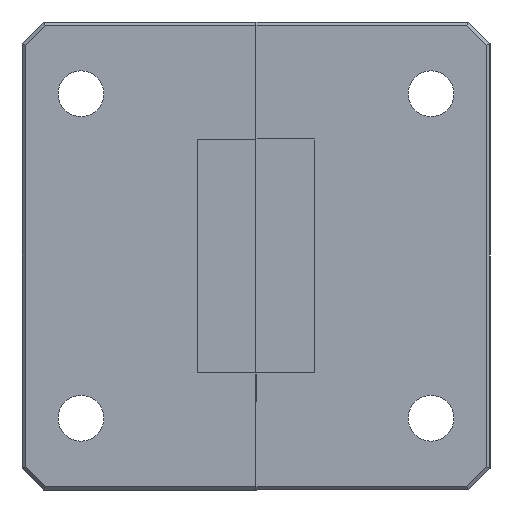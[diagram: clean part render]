
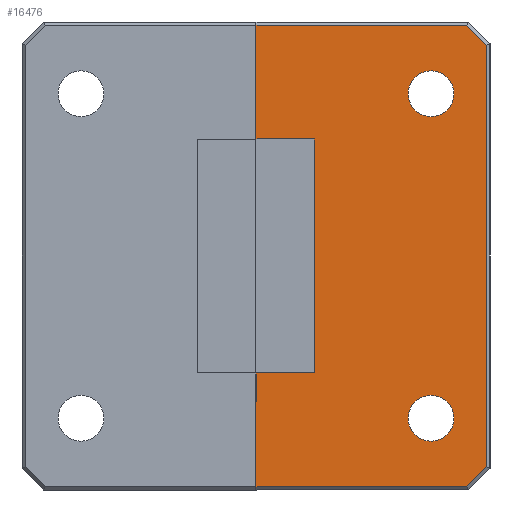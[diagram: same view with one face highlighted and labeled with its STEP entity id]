
A CAD part, left-side view. The second image highlights one B-rep face of the part: STEP entity #16476.
In plain terms, the highlighted planar face has unit normal (-1, 0, 0).
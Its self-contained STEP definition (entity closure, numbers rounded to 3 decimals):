
#137 = VERTEX_POINT ( 'NONE', #24072 ) ;
#252 = VECTOR ( 'NONE', #7307, 1000. ) ;
#402 = ORIENTED_EDGE ( 'NONE', *, *, #2670, .F. ) ;
#798 = FACE_BOUND ( 'NONE', #2795, .T. ) ;
#827 = ORIENTED_EDGE ( 'NONE', *, *, #19492, .T. ) ;
#1059 = DIRECTION ( 'NONE',  ( 0., 0., 1. ) ) ;
#1072 = CARTESIAN_POINT ( 'NONE',  ( -63.5, 0.254, 17.167 ) ) ;
#1122 = CIRCLE ( 'NONE', #22579, 1.867 ) ;
#1305 = LINE ( 'NONE', #12587, #16088 ) ;
#1522 = ORIENTED_EDGE ( 'NONE', *, *, #20534, .F. ) ;
#1683 = VERTEX_POINT ( 'NONE', #10700 ) ;
#2636 = AXIS2_PLACEMENT_3D ( 'NONE', #16806, #16716, #25641 ) ;
#2670 = EDGE_CURVE ( 'NONE', #12561, #16545, #19756, .T. ) ;
#2795 = EDGE_LOOP ( 'NONE', ( #9128, #402 ) ) ;
#3029 = CARTESIAN_POINT ( 'NONE',  ( -63.5, 4.801, 13.208 ) ) ;
#3277 = ORIENTED_EDGE ( 'NONE', *, *, #23430, .T. ) ;
#3406 = VERTEX_POINT ( 'NONE', #18594 ) ;
#3421 = EDGE_CURVE ( 'NONE', #9106, #3889, #6617, .T. ) ;
#3438 = VERTEX_POINT ( 'NONE', #27084 ) ;
#3655 = LINE ( 'NONE', #18465, #20133 ) ;
#3873 = CARTESIAN_POINT ( 'NONE',  ( -63.5, 1.958, 18.87 ) ) ;
#3889 = VERTEX_POINT ( 'NONE', #18288 ) ;
#3944 = ORIENTED_EDGE ( 'NONE', *, *, #5669, .T. ) ;
#4080 = ORIENTED_EDGE ( 'NONE', *, *, #17901, .F. ) ;
#4252 = DIRECTION ( 'NONE',  ( -1., 0., 0. ) ) ;
#4330 = CARTESIAN_POINT ( 'NONE',  ( -63.5, 19.05, 19.05 ) ) ;
#5209 = CARTESIAN_POINT ( 'NONE',  ( -63.5, 19.05, -18.796 ) ) ;
#5365 = AXIS2_PLACEMENT_3D ( 'NONE', #24674, #19986, #7361 ) ;
#5669 = EDGE_CURVE ( 'NONE', #22047, #21481, #3655, .T. ) ;
#5692 = AXIS2_PLACEMENT_3D ( 'NONE', #12957, #4252, #15124 ) ;
#5713 = CARTESIAN_POINT ( 'NONE',  ( -63.5, 4.801, 11.341 ) ) ;
#5810 = DIRECTION ( 'NONE',  ( 0., 0., 1. ) ) ;
#6013 = DIRECTION ( 'NONE',  ( 0., 0.707, 0.707 ) ) ;
#6095 = CARTESIAN_POINT ( 'NONE',  ( -63.5, 14.288, -9.525 ) ) ;
#6235 = CARTESIAN_POINT ( 'NONE',  ( -63.5, 19.05, -9.525 ) ) ;
#6315 = ORIENTED_EDGE ( 'NONE', *, *, #3421, .F. ) ;
#6617 = LINE ( 'NONE', #23113, #13325 ) ;
#7307 = DIRECTION ( 'NONE',  ( 0., 1., 0. ) ) ;
#7361 = DIRECTION ( 'NONE',  ( 0., 0., 1. ) ) ;
#7724 = LINE ( 'NONE', #6235, #24566 ) ;
#8483 = EDGE_LOOP ( 'NONE', ( #9178, #26597 ) ) ;
#8486 = DIRECTION ( 'NONE',  ( 0., -1., 0. ) ) ;
#8742 = DIRECTION ( 'NONE',  ( 0., 0., 1. ) ) ;
#9106 = VERTEX_POINT ( 'NONE', #6095 ) ;
#9128 = ORIENTED_EDGE ( 'NONE', *, *, #25644, .F. ) ;
#9178 = ORIENTED_EDGE ( 'NONE', *, *, #16638, .F. ) ;
#9565 = CARTESIAN_POINT ( 'NONE',  ( -63.5, 0.254, -17.167 ) ) ;
#10043 = DIRECTION ( 'NONE',  ( 0., 1., 0. ) ) ;
#10168 = LINE ( 'NONE', #11269, #12517 ) ;
#10217 = VECTOR ( 'NONE', #6013, 1000. ) ;
#10700 = CARTESIAN_POINT ( 'NONE',  ( -63.5, 19.05, -9.525 ) ) ;
#11269 = CARTESIAN_POINT ( 'NONE',  ( -63.5, 19.05, 19.05 ) ) ;
#11371 = EDGE_CURVE ( 'NONE', #1683, #9106, #7724, .T. ) ;
#11831 = CARTESIAN_POINT ( 'NONE',  ( -63.5, 0.18, -17.092 ) ) ;
#12278 = CIRCLE ( 'NONE', #2636, 1.867 ) ;
#12517 = VECTOR ( 'NONE', #13333, 1000. ) ;
#12561 = VERTEX_POINT ( 'NONE', #15685 ) ;
#12587 = CARTESIAN_POINT ( 'NONE',  ( -63.5, 19.05, -18.796 ) ) ;
#12957 = CARTESIAN_POINT ( 'NONE',  ( -63.5, 4.801, -13.208 ) ) ;
#13236 = LINE ( 'NONE', #3873, #10217 ) ;
#13325 = VECTOR ( 'NONE', #5810, 1000. ) ;
#13333 = DIRECTION ( 'NONE',  ( 0., 0., 1. ) ) ;
#14214 = FACE_OUTER_BOUND ( 'NONE', #22597, .T. ) ;
#14315 = EDGE_CURVE ( 'NONE', #18792, #137, #25471, .T. ) ;
#15124 = DIRECTION ( 'NONE',  ( 0., 0., 1. ) ) ;
#15330 = CARTESIAN_POINT ( 'NONE',  ( -63.5, 4.801, -11.341 ) ) ;
#15610 = CARTESIAN_POINT ( 'NONE',  ( -63.5, 19.05, 19.05 ) ) ;
#15632 = EDGE_CURVE ( 'NONE', #21481, #18792, #13236, .T. ) ;
#15685 = CARTESIAN_POINT ( 'NONE',  ( -63.5, 4.801, -15.075 ) ) ;
#16014 = ORIENTED_EDGE ( 'NONE', *, *, #14315, .T. ) ;
#16077 = DIRECTION ( 'NONE',  ( -1., 0., 0. ) ) ;
#16088 = VECTOR ( 'NONE', #17112, 1000. ) ;
#16273 = DIRECTION ( 'NONE',  ( 0., -0.707, 0.707 ) ) ;
#16476 = ADVANCED_FACE ( 'NONE', ( #25686, #14214, #798 ), #17508, .F. ) ;
#16545 = VERTEX_POINT ( 'NONE', #15330 ) ;
#16595 = EDGE_CURVE ( 'NONE', #18964, #1683, #10168, .T. ) ;
#16638 = EDGE_CURVE ( 'NONE', #3438, #20068, #1122, .T. ) ;
#16648 = CIRCLE ( 'NONE', #5692, 1.867 ) ;
#16716 = DIRECTION ( 'NONE',  ( -1., 0., 0. ) ) ;
#16806 = CARTESIAN_POINT ( 'NONE',  ( -63.5, 4.801, 13.208 ) ) ;
#16847 = ORIENTED_EDGE ( 'NONE', *, *, #16595, .F. ) ;
#16948 = LINE ( 'NONE', #11831, #22336 ) ;
#17112 = DIRECTION ( 'NONE',  ( 0., -1., 0. ) ) ;
#17508 = PLANE ( 'NONE',  #19723 ) ;
#17901 = EDGE_CURVE ( 'NONE', #27199, #137, #20245, .T. ) ;
#18240 = VECTOR ( 'NONE', #10043, 1000. ) ;
#18288 = CARTESIAN_POINT ( 'NONE',  ( -63.5, 14.288, 9.525 ) ) ;
#18465 = CARTESIAN_POINT ( 'NONE',  ( -63.5, 0.254, 17.272 ) ) ;
#18594 = CARTESIAN_POINT ( 'NONE',  ( -63.5, 1.883, -18.796 ) ) ;
#18792 = VERTEX_POINT ( 'NONE', #24043 ) ;
#18964 = VERTEX_POINT ( 'NONE', #5209 ) ;
#19492 = EDGE_CURVE ( 'NONE', #3406, #22047, #16948, .T. ) ;
#19681 = DIRECTION ( 'NONE',  ( 0., 0., -1. ) ) ;
#19723 = AXIS2_PLACEMENT_3D ( 'NONE', #15610, #26543, #19681 ) ;
#19756 = CIRCLE ( 'NONE', #5365, 1.867 ) ;
#19986 = DIRECTION ( 'NONE',  ( -1., 0., 0. ) ) ;
#20068 = VERTEX_POINT ( 'NONE', #5713 ) ;
#20133 = VECTOR ( 'NONE', #25061, 1000. ) ;
#20245 = LINE ( 'NONE', #4330, #21266 ) ;
#20534 = EDGE_CURVE ( 'NONE', #3889, #27199, #26997, .T. ) ;
#21176 = CARTESIAN_POINT ( 'NONE',  ( -63.5, 19.05, 9.525 ) ) ;
#21266 = VECTOR ( 'NONE', #8742, 1000. ) ;
#21398 = ORIENTED_EDGE ( 'NONE', *, *, #11371, .F. ) ;
#21481 = VERTEX_POINT ( 'NONE', #1072 ) ;
#22047 = VERTEX_POINT ( 'NONE', #9565 ) ;
#22336 = VECTOR ( 'NONE', #16273, 1000. ) ;
#22345 = CARTESIAN_POINT ( 'NONE',  ( -63.5, 19.05, 9.525 ) ) ;
#22579 = AXIS2_PLACEMENT_3D ( 'NONE', #3029, #16077, #1059 ) ;
#22597 = EDGE_LOOP ( 'NONE', ( #6315, #21398, #16847, #3277, #827, #3944, #25420, #16014, #4080, #1522 ) ) ;
#23113 = CARTESIAN_POINT ( 'NONE',  ( -63.5, 14.288, -9.525 ) ) ;
#23430 = EDGE_CURVE ( 'NONE', #18964, #3406, #1305, .T. ) ;
#24043 = CARTESIAN_POINT ( 'NONE',  ( -63.5, 1.883, 18.796 ) ) ;
#24072 = CARTESIAN_POINT ( 'NONE',  ( -63.5, 19.05, 18.796 ) ) ;
#24566 = VECTOR ( 'NONE', #8486, 1000. ) ;
#24674 = CARTESIAN_POINT ( 'NONE',  ( -63.5, 4.801, -13.208 ) ) ;
#25061 = DIRECTION ( 'NONE',  ( 0., 0., 1. ) ) ;
#25158 = EDGE_CURVE ( 'NONE', #20068, #3438, #12278, .T. ) ;
#25420 = ORIENTED_EDGE ( 'NONE', *, *, #15632, .T. ) ;
#25471 = LINE ( 'NONE', #26600, #252 ) ;
#25641 = DIRECTION ( 'NONE',  ( 0., 0., 1. ) ) ;
#25644 = EDGE_CURVE ( 'NONE', #16545, #12561, #16648, .T. ) ;
#25686 = FACE_BOUND ( 'NONE', #8483, .T. ) ;
#26543 = DIRECTION ( 'NONE',  ( 1., 0., 0. ) ) ;
#26597 = ORIENTED_EDGE ( 'NONE', *, *, #25158, .F. ) ;
#26600 = CARTESIAN_POINT ( 'NONE',  ( -63.5, 19.05, 18.796 ) ) ;
#26997 = LINE ( 'NONE', #21176, #18240 ) ;
#27084 = CARTESIAN_POINT ( 'NONE',  ( -63.5, 4.801, 15.075 ) ) ;
#27199 = VERTEX_POINT ( 'NONE', #22345 ) ;
